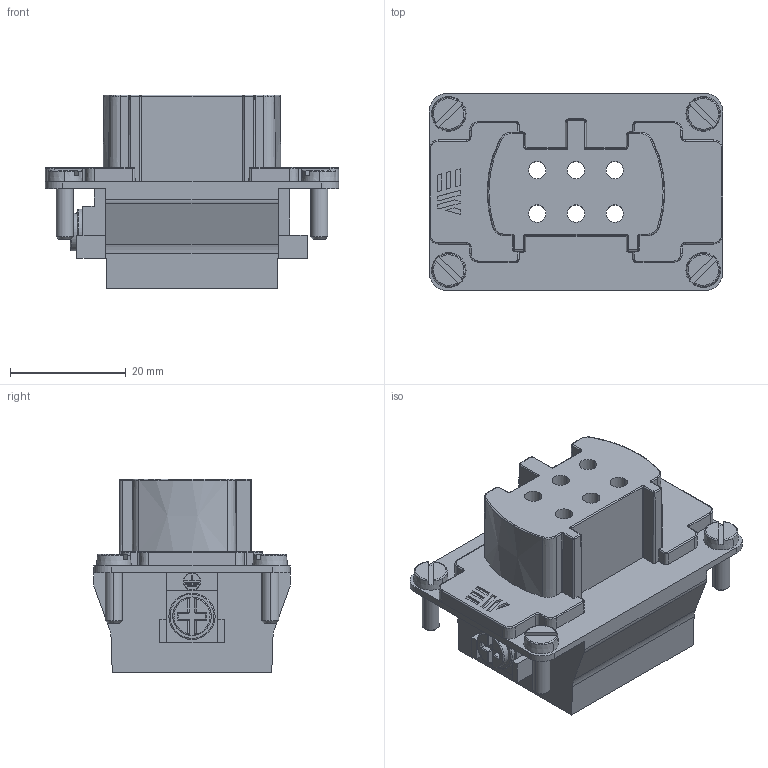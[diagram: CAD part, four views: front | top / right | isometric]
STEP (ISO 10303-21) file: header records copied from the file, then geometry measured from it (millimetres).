
FILE_DESCRIPTION (( 'STEP AP203' ), '1' );
FILE_NAME ('29120.step', '2025-02-12T17:33:59', ( '' ), ( '' ), 'SwSTEP 2.0', 'SolidWorks 2024', '' );
FILE_SCHEMA (( 'CONFIG_CONTROL_DESIGN' ));
Length unit declared in the file: inch
Products named in the file (1): 29120
Bounding box: 50.7 x 34 x 33.5 mm (x, y, z)
Volume: 26051.7 mm3; surface area: 10463.8 mm2
Topology: 1 solids, 1 shells, 383 faces, 969 edges, 598 vertices
Faces by surface type: plane 172, cylinder 95, bspline 62, cone 50, torus 4
Entity records: 12671 total; most frequent: CARTESIAN_POINT 3690, ORIENTED_EDGE 1918, DIRECTION 1793, EDGE_CURVE 959, AXIS2_PLACEMENT_3D 622, VERTEX_POINT 598, LINE 549, VECTOR 549
